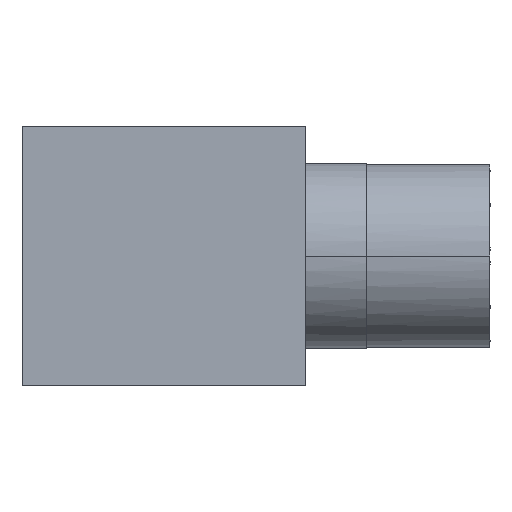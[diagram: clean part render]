
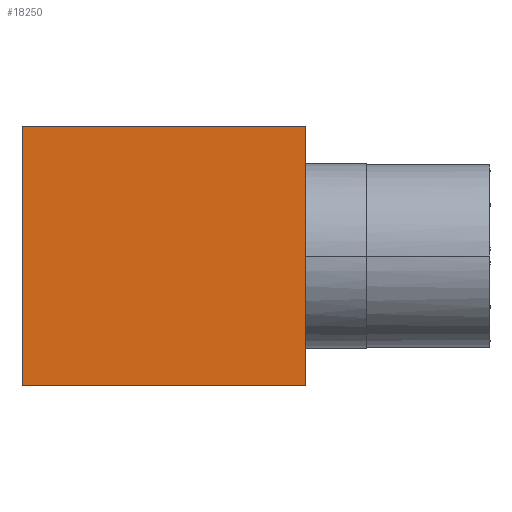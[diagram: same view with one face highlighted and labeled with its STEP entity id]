
A CAD part, front view. The second image highlights one B-rep face of the part: STEP entity #18250.
In plain terms, the highlighted free-form (B-spline) face has degree [1, 1] with [2, 2] control points.
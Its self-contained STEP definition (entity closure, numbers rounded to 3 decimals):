
#17900 = CARTESIAN_POINT ('', (0., -17., 21.));
#17910 = VERTEX_POINT ('', #17900);
#17920 = CARTESIAN_POINT ('', (0., -17., -21.));
#17930 = VERTEX_POINT ('', #17920);
#17940 = CARTESIAN_POINT ('', (0., -17., 21.));
#17950 = CARTESIAN_POINT ('', (0., -17., -21.));
#17960 = B_SPLINE_CURVE_WITH_KNOTS ('', 1, (#17940, #17950), .UNSPECIFIED., .F., .U., (2, 2), (0., 1.), .UNSPECIFIED.);
#17970 = EDGE_CURVE ('', #17910, #17930, #17960, .T.);
#17980 = ORIENTED_EDGE ('', *, *, #17970, .T.);
#17990 = CARTESIAN_POINT ('', (46., -17., -21.));
#18000 = VERTEX_POINT ('', #17990);
#18010 = CARTESIAN_POINT ('', (0., -17., -21.));
#18020 = CARTESIAN_POINT ('', (46., -17., -21.));
#18030 = B_SPLINE_CURVE_WITH_KNOTS ('', 1, (#18010, #18020), .UNSPECIFIED., .F., .U., (2, 2), (0., 1.), .UNSPECIFIED.);
#18040 = EDGE_CURVE ('', #17930, #18000, #18030, .T.);
#18050 = ORIENTED_EDGE ('', *, *, #18040, .T.);
#18060 = CARTESIAN_POINT ('', (46., -17., 21.));
#18070 = VERTEX_POINT ('', #18060);
#18080 = CARTESIAN_POINT ('', (46., -17., -21.));
#18090 = CARTESIAN_POINT ('', (46., -17., 21.));
#18100 = B_SPLINE_CURVE_WITH_KNOTS ('', 1, (#18080, #18090), .UNSPECIFIED., .F., .U., (2, 2), (0., 1.), .UNSPECIFIED.);
#18110 = EDGE_CURVE ('', #18000, #18070, #18100, .T.);
#18120 = ORIENTED_EDGE ('', *, *, #18110, .T.);
#18130 = CARTESIAN_POINT ('', (46., -17., 21.));
#18140 = CARTESIAN_POINT ('', (0., -17., 21.));
#18150 = B_SPLINE_CURVE_WITH_KNOTS ('', 1, (#18130, #18140), .UNSPECIFIED., .F., .U., (2, 2), (0., 1.), .UNSPECIFIED.);
#18160 = EDGE_CURVE ('', #18070, #17910, #18150, .T.);
#18170 = ORIENTED_EDGE ('', *, *, #18160, .T.);
#18180 = EDGE_LOOP ('', (#17980, #18050, #18120, #18170));
#18190 = FACE_OUTER_BOUND ('', #18180, .T.);
#18200 = CARTESIAN_POINT ('', (0., -17., 21.));
#18210 = CARTESIAN_POINT ('', (46., -17., 21.));
#18220 = CARTESIAN_POINT ('', (0., -17., -21.));
#18230 = CARTESIAN_POINT ('', (46., -17., -21.));
#18240 = B_SPLINE_SURFACE_WITH_KNOTS ('', 1, 1, ((#18200, #18210), (#18220, #18230)), .UNSPECIFIED., .F., .F., .U., (2, 2), (2, 2), (0., 1.), (0., 1.), .UNSPECIFIED.);
#18250 = ADVANCED_FACE ('', (#18190), #18240, .T.);
